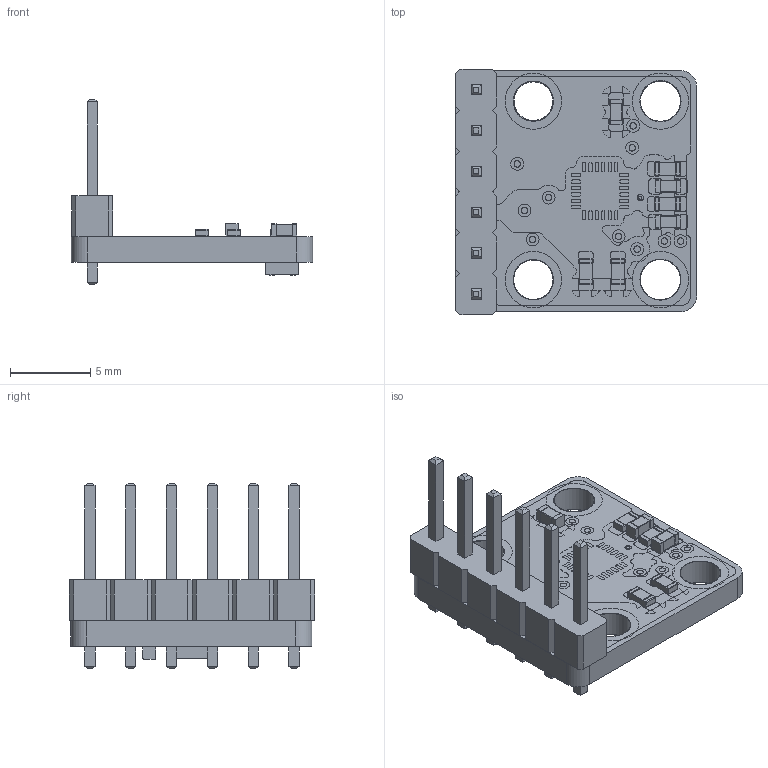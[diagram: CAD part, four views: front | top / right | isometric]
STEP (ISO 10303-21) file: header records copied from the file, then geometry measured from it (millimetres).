
FILE_DESCRIPTION(('FreeCAD Model'),'2;1');
FILE_NAME('Open CASCADE Shape Model','2022-03-19T16:46:09',(''),(''), 'Open CASCADE STEP processor 7.5','FreeCAD','Unknown');
FILE_SCHEMA(('AUTOMOTIVE_DESIGN { 1 0 10303 214 1 1 1 1 }'));
Length unit declared in the file: millimetre
Products named in the file (14): CJMCU; Board_Geoms_f4be; Pcb_f4be; topPads_f4be; topZones_f4be; botPads_f4be; botZones_f4be; Step_Models_f4be; Top_f4be; R4_R_0603_1608Metric_0edc4f854154; C3_C_0603_1608Metric_b66be507b4dc; J1_PinHeader_1x06_P254mm_Vertical_34767153ef98; Bot_f4be; U2_Bosch_LGA_8_2x25mm_P065mm_ClockwisePinNumbering_3fdd7a473d60
Assembly tree (19 placements, depth 4):
  CJMCU
    Board_Geoms_f4be
      Pcb_f4be
      topPads_f4be
      topZones_f4be
      botPads_f4be
      botZones_f4be
    Step_Models_f4be
      Top_f4be
        R4_R_0603_1608Metric_0edc4f854154  x4
        C3_C_0603_1608Metric_b66be507b4dc  x3
        J1_PinHeader_1x06_P254mm_Vertical_34767153ef98
      Bot_f4be
        C3_C_0603_1608Metric_b66be507b4dc
        U2_Bosch_LGA_8_2x25mm_P065mm_ClockwisePinNumbering_3fdd7a473d60
Bounding box: 15 x 15.24 x 11.54 mm (x, y, z)
Volume: 447.7 mm3; surface area: 1244.2 mm2
Topology: 11 solids, 105 shells, 526 faces, 4989 edges, 4608 vertices
Faces by surface type: plane 431, cylinder 95
Full cylindrical faces by diameter (mm): 0.2 x1, 1 x6, 2.408 x1, 2.441 x1, 2.546 x1, 2.561 x1
Entity records: 43445 total; most frequent: CARTESIAN_POINT 9285, DIRECTION 5731, ORIENTED_EDGE 5228, EDGE_CURVE 4569, VERTEX_POINT 4332, LINE 4175, VECTOR 4175, AXIS2_PLACEMENT_3D 778
